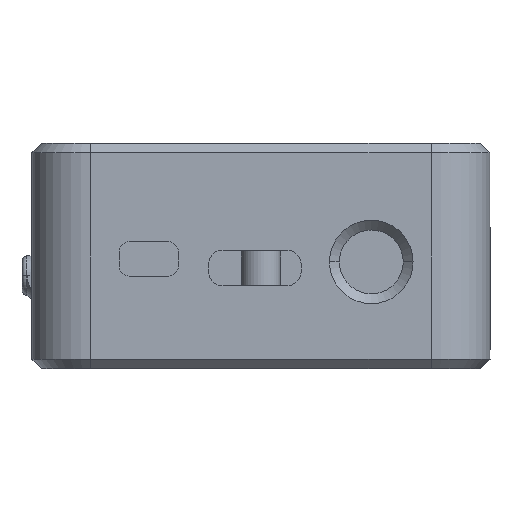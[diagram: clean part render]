
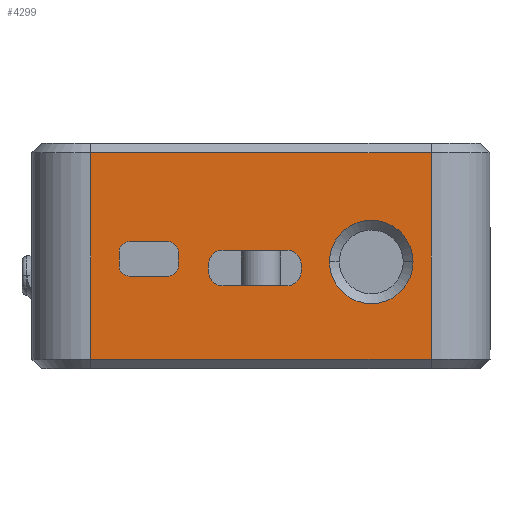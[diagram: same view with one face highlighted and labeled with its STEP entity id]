
A CAD part, left-side view. The second image highlights one B-rep face of the part: STEP entity #4299.
In plain terms, the highlighted planar face has unit normal (-1, 0, 0).
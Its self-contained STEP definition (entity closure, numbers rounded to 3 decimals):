
#1226=CARTESIAN_POINT('',(-2.807,-15.83,
3.61));
#1227=DIRECTION('',(-1.,0.,0.));
#1228=DIRECTION('',(0.,0.,1.));
#1229=AXIS2_PLACEMENT_3D('',#1226,#1227,#1228);
#1231=DIRECTION('',(0.,0.,-1.));
#1232=VECTOR('',#1231,0.66);
#1233=CARTESIAN_POINT('',(-2.807,-14.33,
3.61));
#1234=LINE('',#1233,#1232);
#1235=CARTESIAN_POINT('',(-2.807,-15.83,
2.95));
#1236=DIRECTION('',(-1.,0.,0.));
#1237=DIRECTION('',(0.,1.,0.));
#1238=AXIS2_PLACEMENT_3D('',#1235,#1236,#1237);
#1240=DIRECTION('',(0.,-1.,0.));
#1241=VECTOR('',#1240,6.44);
#1242=CARTESIAN_POINT('',(-2.807,-15.83,
1.45));
#1243=LINE('',#1242,#1241);
#1244=CARTESIAN_POINT('',(-2.807,-22.27,
2.95));
#1245=DIRECTION('',(-1.,0.,0.));
#1246=DIRECTION('',(0.,0.,-1.));
#1247=AXIS2_PLACEMENT_3D('',#1244,#1245,#1246);
#1249=DIRECTION('',(0.,0.,1.));
#1250=VECTOR('',#1249,0.66);
#1251=CARTESIAN_POINT('',(-2.807,-23.77,
2.95));
#1252=LINE('',#1251,#1250);
#1253=CARTESIAN_POINT('',(-2.807,-22.27,
3.61));
#1254=DIRECTION('',(-1.,0.,0.));
#1255=DIRECTION('',(0.,-1.,0.));
#1256=AXIS2_PLACEMENT_3D('',#1253,#1254,#1255);
#1258=DIRECTION('',(0.,1.,0.));
#1259=VECTOR('',#1258,6.44);
#1260=CARTESIAN_POINT('',(-2.807,-22.27,
5.11));
#1261=LINE('',#1260,#1259);
#1262=CARTESIAN_POINT('',(-2.807,-30.904,
3.9));
#1263=DIRECTION('',(1.,0.,0.));
#1264=DIRECTION('',(0.,-1.,0.));
#1265=AXIS2_PLACEMENT_3D('',#1262,#1263,#1264);
#1267=CARTESIAN_POINT('',(-2.807,-30.904,
3.9));
#1268=DIRECTION('',(1.,0.,0.));
#1269=DIRECTION('',(0.,1.,0.));
#1270=AXIS2_PLACEMENT_3D('',#1267,#1268,#1269);
#1272=DIRECTION('',(0.,1.,0.));
#1273=VECTOR('',#1272,4.);
#1274=CARTESIAN_POINT('',(-2.807,-10.251,
5.95));
#1275=LINE('',#1274,#1273);
#1276=DIRECTION('',(0.,0.,-1.));
#1277=VECTOR('',#1276,1.5);
#1278=CARTESIAN_POINT('',(-2.807,-5.251,
4.95));
#1279=LINE('',#1278,#1277);
#1280=DIRECTION('',(0.,-1.,0.));
#1281=VECTOR('',#1280,4.);
#1282=CARTESIAN_POINT('',(-2.807,-6.251,
2.45));
#1283=LINE('',#1282,#1281);
#1284=DIRECTION('',(0.,0.,1.));
#1285=VECTOR('',#1284,1.5);
#1286=CARTESIAN_POINT('',(-2.807,-11.251,
3.45));
#1287=LINE('',#1286,#1285);
#1288=DIRECTION('',(0.,-1.,0.));
#1289=VECTOR('',#1288,34.634);
#1290=CARTESIAN_POINT('',(-2.807,-2.353,
15.));
#1291=LINE('',#1290,#1289);
#1292=DIRECTION('',(0.,0.,1.));
#1293=VECTOR('',#1292,21.);
#1294=CARTESIAN_POINT('',(-2.807,-36.987,
-6.));
#1295=LINE('',#1294,#1293);
#1296=DIRECTION('',(0.,1.,0.));
#1297=VECTOR('',#1296,34.634);
#1298=CARTESIAN_POINT('',(-2.807,-36.987,
-6.));
#1299=LINE('',#1298,#1297);
#1300=DIRECTION('',(0.,0.,1.));
#1301=VECTOR('',#1300,21.);
#1302=CARTESIAN_POINT('',(-2.807,-2.353,
-6.));
#1303=LINE('',#1302,#1301);
#1517=CARTESIAN_POINT('',(-2.807,-6.251,
4.95));
#1518=DIRECTION('',(1.,0.,0.));
#1519=DIRECTION('',(0.,1.,0.));
#1520=AXIS2_PLACEMENT_3D('',#1517,#1518,#1519);
#1535=CARTESIAN_POINT('',(-2.807,-10.251,
4.95));
#1536=DIRECTION('',(1.,0.,0.));
#1537=DIRECTION('',(0.,0.,1.));
#1538=AXIS2_PLACEMENT_3D('',#1535,#1536,#1537);
#1553=CARTESIAN_POINT('',(-2.807,-10.251,
3.45));
#1554=DIRECTION('',(1.,0.,0.));
#1555=DIRECTION('',(0.,-1.,0.));
#1556=AXIS2_PLACEMENT_3D('',#1553,#1554,#1555);
#1571=CARTESIAN_POINT('',(-2.807,-6.251,
3.45));
#1572=DIRECTION('',(1.,0.,0.));
#1573=DIRECTION('',(0.,0.,-1.));
#1574=AXIS2_PLACEMENT_3D('',#1571,#1572,#1573);
#2144=CARTESIAN_POINT('',(-2.807,-15.83,
5.11));
#2145=CARTESIAN_POINT('',(-2.807,-14.33,
3.61));
#2146=VERTEX_POINT('',#2144);
#2147=VERTEX_POINT('',#2145);
#2148=CARTESIAN_POINT('',(-2.807,-14.33,
2.95));
#2149=VERTEX_POINT('',#2148);
#2150=CARTESIAN_POINT('',(-2.807,-15.83,
1.45));
#2151=VERTEX_POINT('',#2150);
#2152=CARTESIAN_POINT('',(-2.807,-22.27,
1.45));
#2153=VERTEX_POINT('',#2152);
#2154=CARTESIAN_POINT('',(-2.807,-23.77,
2.95));
#2155=VERTEX_POINT('',#2154);
#2156=CARTESIAN_POINT('',(-2.807,-23.77,
3.61));
#2157=VERTEX_POINT('',#2156);
#2158=CARTESIAN_POINT('',(-2.807,-22.27,
5.11));
#2159=VERTEX_POINT('',#2158);
#2164=CARTESIAN_POINT('',(-2.807,-2.353,
-6.));
#2166=VERTEX_POINT('',#2164);
#2190=CARTESIAN_POINT('',(-2.807,-36.987,
-6.));
#2191=VERTEX_POINT('',#2190);
#2192=CARTESIAN_POINT('',(-2.807,-35.154,
3.9));
#2193=CARTESIAN_POINT('',(-2.807,-26.654,
3.9));
#2194=VERTEX_POINT('',#2192);
#2195=VERTEX_POINT('',#2193);
#2232=CARTESIAN_POINT('',(-2.807,-11.251,
3.45));
#2234=VERTEX_POINT('',#2232);
#2236=CARTESIAN_POINT('',(-2.807,-10.251,
2.45));
#2238=VERTEX_POINT('',#2236);
#2240=CARTESIAN_POINT('',(-2.807,-5.251,
4.95));
#2242=VERTEX_POINT('',#2240);
#2244=CARTESIAN_POINT('',(-2.807,-6.251,
5.95));
#2246=VERTEX_POINT('',#2244);
#2248=CARTESIAN_POINT('',(-2.807,-10.251,
5.95));
#2250=VERTEX_POINT('',#2248);
#2252=CARTESIAN_POINT('',(-2.807,-11.251,
4.95));
#2254=VERTEX_POINT('',#2252);
#2256=CARTESIAN_POINT('',(-2.807,-6.251,
2.45));
#2258=VERTEX_POINT('',#2256);
#2260=CARTESIAN_POINT('',(-2.807,-5.251,
3.45));
#2262=VERTEX_POINT('',#2260);
#2338=CARTESIAN_POINT('',(-2.807,-2.353,
15.));
#2339=VERTEX_POINT('',#2338);
#2342=CARTESIAN_POINT('',(-2.807,-36.987,
15.));
#2343=VERTEX_POINT('',#2342);
#4244=CARTESIAN_POINT('',(-2.807,-42.987,
-5.));
#4245=DIRECTION('',(-1.,0.,0.));
#4246=DIRECTION('',(0.,1.,0.));
#4247=AXIS2_PLACEMENT_3D('',#4244,#4245,#4246);
#4248=PLANE('',#4247);
#4249=ORIENTED_EDGE('',*,*,#3930,.T.);
#4251=ORIENTED_EDGE('',*,*,#4250,.F.);
#4253=ORIENTED_EDGE('',*,*,#4252,.T.);
#4254=ORIENTED_EDGE('',*,*,#4237,.T.);
#4255=EDGE_LOOP('',(#4249,#4251,#4253,#4254));
#4256=FACE_OUTER_BOUND('',#4255,.F.);
#4258=ORIENTED_EDGE('',*,*,#4257,.F.);
#4260=ORIENTED_EDGE('',*,*,#4259,.F.);
#4261=EDGE_LOOP('',(#4258,#4260));
#4262=FACE_BOUND('',#4261,.F.);
#4264=ORIENTED_EDGE('',*,*,#4263,.T.);
#4266=ORIENTED_EDGE('',*,*,#4265,.F.);
#4268=ORIENTED_EDGE('',*,*,#4267,.T.);
#4270=ORIENTED_EDGE('',*,*,#4269,.F.);
#4272=ORIENTED_EDGE('',*,*,#4271,.T.);
#4274=ORIENTED_EDGE('',*,*,#4273,.F.);
#4276=ORIENTED_EDGE('',*,*,#4275,.T.);
#4278=ORIENTED_EDGE('',*,*,#4277,.F.);
#4279=EDGE_LOOP('',(#4264,#4266,#4268,#4270,#4272,#4274,#4276,#4278));
#4280=FACE_BOUND('',#4279,.F.);
#4282=ORIENTED_EDGE('',*,*,#4281,.T.);
#4284=ORIENTED_EDGE('',*,*,#4283,.T.);
#4286=ORIENTED_EDGE('',*,*,#4285,.T.);
#4288=ORIENTED_EDGE('',*,*,#4287,.T.);
#4290=ORIENTED_EDGE('',*,*,#4289,.T.);
#4292=ORIENTED_EDGE('',*,*,#4291,.T.);
#4294=ORIENTED_EDGE('',*,*,#4293,.T.);
#4296=ORIENTED_EDGE('',*,*,#4295,.T.);
#4297=EDGE_LOOP('',(#4282,#4284,#4286,#4288,#4290,#4292,#4294,#4296));
#4298=FACE_BOUND('',#4297,.F.);
#4299=ADVANCED_FACE('',(#4256,#4262,#4280,#4298),#4248,.T.);
#1230=CIRCLE('',#1229,1.5);
#1239=CIRCLE('',#1238,1.5);
#1248=CIRCLE('',#1247,1.5);
#1257=CIRCLE('',#1256,1.5);
#1266=CIRCLE('',#1265,4.25);
#1271=CIRCLE('',#1270,4.25);
#1521=CIRCLE('',#1520,1.);
#1539=CIRCLE('',#1538,1.);
#1557=CIRCLE('',#1556,1.);
#1575=CIRCLE('',#1574,1.);
#3930=EDGE_CURVE('',#2339,#2343,#1291,.T.);
#4237=EDGE_CURVE('',#2166,#2339,#1303,.T.);
#4250=EDGE_CURVE('',#2191,#2343,#1295,.T.);
#4252=EDGE_CURVE('',#2191,#2166,#1299,.T.);
#4257=EDGE_CURVE('',#2194,#2195,#1266,.T.);
#4259=EDGE_CURVE('',#2195,#2194,#1271,.T.);
#4263=EDGE_CURVE('',#2250,#2246,#1275,.T.);
#4265=EDGE_CURVE('',#2242,#2246,#1521,.T.);
#4267=EDGE_CURVE('',#2242,#2262,#1279,.T.);
#4269=EDGE_CURVE('',#2258,#2262,#1575,.T.);
#4271=EDGE_CURVE('',#2258,#2238,#1283,.T.);
#4273=EDGE_CURVE('',#2234,#2238,#1557,.T.);
#4275=EDGE_CURVE('',#2234,#2254,#1287,.T.);
#4277=EDGE_CURVE('',#2250,#2254,#1539,.T.);
#4281=EDGE_CURVE('',#2146,#2147,#1230,.T.);
#4283=EDGE_CURVE('',#2147,#2149,#1234,.T.);
#4285=EDGE_CURVE('',#2149,#2151,#1239,.T.);
#4287=EDGE_CURVE('',#2151,#2153,#1243,.T.);
#4289=EDGE_CURVE('',#2153,#2155,#1248,.T.);
#4291=EDGE_CURVE('',#2155,#2157,#1252,.T.);
#4293=EDGE_CURVE('',#2157,#2159,#1257,.T.);
#4295=EDGE_CURVE('',#2159,#2146,#1261,.T.);
